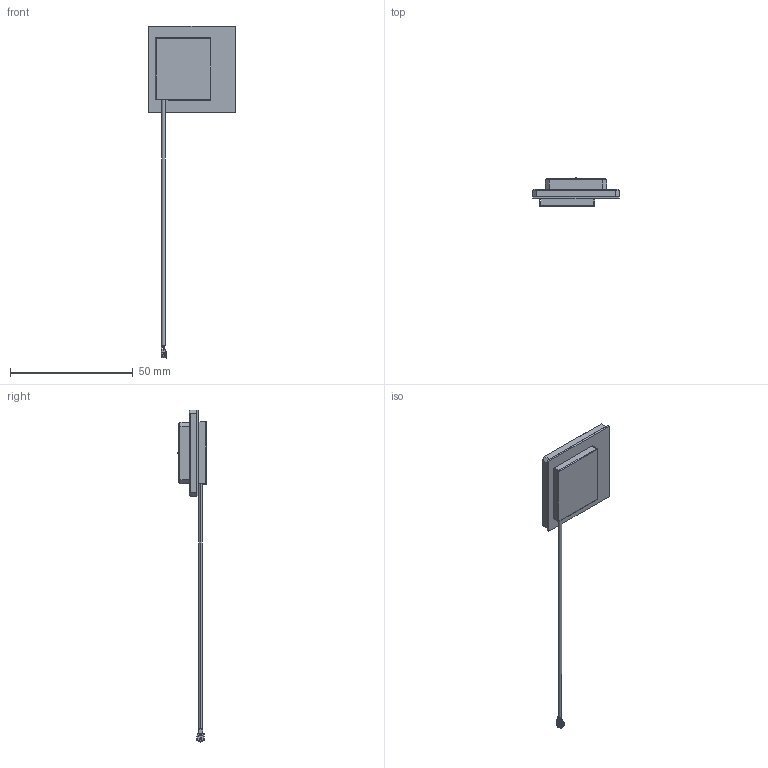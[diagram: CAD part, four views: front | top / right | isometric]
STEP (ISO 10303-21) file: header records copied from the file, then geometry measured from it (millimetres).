
FILE_DESCRIPTION (( 'STEP AP214' ), '1' );
FILE_NAME ('AGPSF.36C.07.0100C_web.STEP', '2022-03-24T09:30:50', ( '' ), ( '' ), 'SwSTEP 2.0', 'SolidWorks 2018', '' );
FILE_SCHEMA (( 'AUTOMOTIVE_DESIGN' ));
Length unit declared in the file: millimetre
Products named in the file (1): AGPSF.36C.07.0100C_web
Bounding box: 35 x 11.61 x 135 mm (x, y, z)
Surface area: 7260.2 mm2 (no closed solid volume)
Topology: 0 solids, 56 shells, 310 faces, 1519 edges, 1240 vertices
Faces by surface type: plane 215, cylinder 60, bspline 33, sphere 2
Entity records: 21762 total; most frequent: CARTESIAN_POINT 7746, ORIENTED_EDGE 2041, DIRECTION 1771, EDGE_CURVE 1516, VERTEX_POINT 1239, LINE 803, VECTOR 803, AXIS2_PLACEMENT_3D 484
